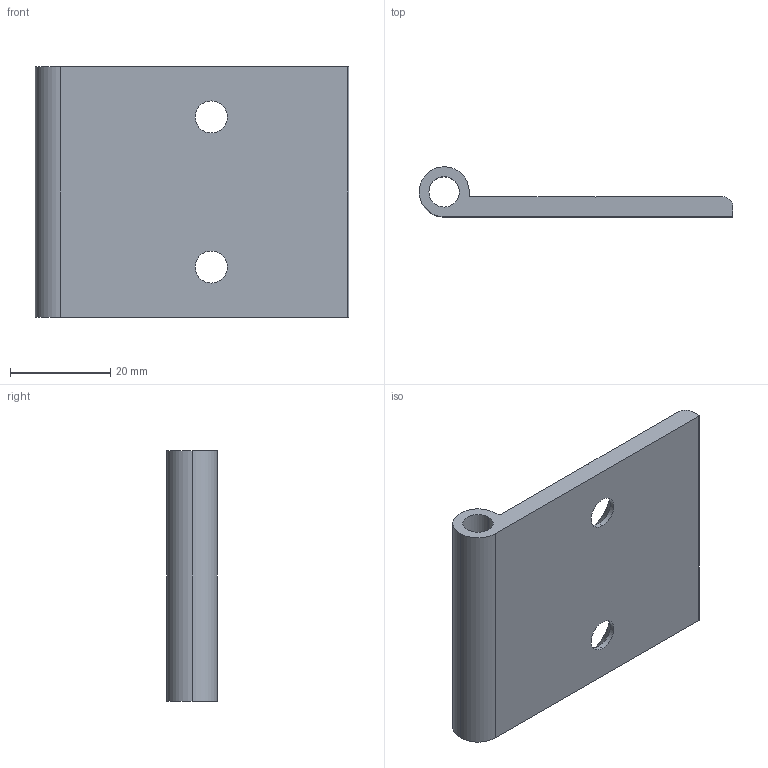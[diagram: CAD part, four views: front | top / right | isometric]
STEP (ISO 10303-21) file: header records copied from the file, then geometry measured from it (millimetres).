
FILE_DESCRIPTION (( 'STEP AP214' ), '1' );
FILE_NAME ('095ah60.STEP', '2014-08-14T10:29:47', ( '' ), ( '' ), 'SwSTEP 2.0', 'SolidWorks 2014', '' );
FILE_SCHEMA (( 'AUTOMOTIVE_DESIGN' ));
Length unit declared in the file: millimetre
Products named in the file (1): 095ah60
Bounding box: 62.7 x 10 x 50 mm (x, y, z)
Volume: 12735.2 mm3; surface area: 8368.8 mm2
Topology: 1 solids, 1 shells, 28 faces, 76 edges, 48 vertices
Faces by surface type: plane 13, cylinder 11, cone 4
Entity records: 936 total; most frequent: CARTESIAN_POINT 177, DIRECTION 152, ORIENTED_EDGE 152, EDGE_CURVE 76, AXIS2_PLACEMENT_3D 55, VERTEX_POINT 48, VECTOR 42, LINE 42
